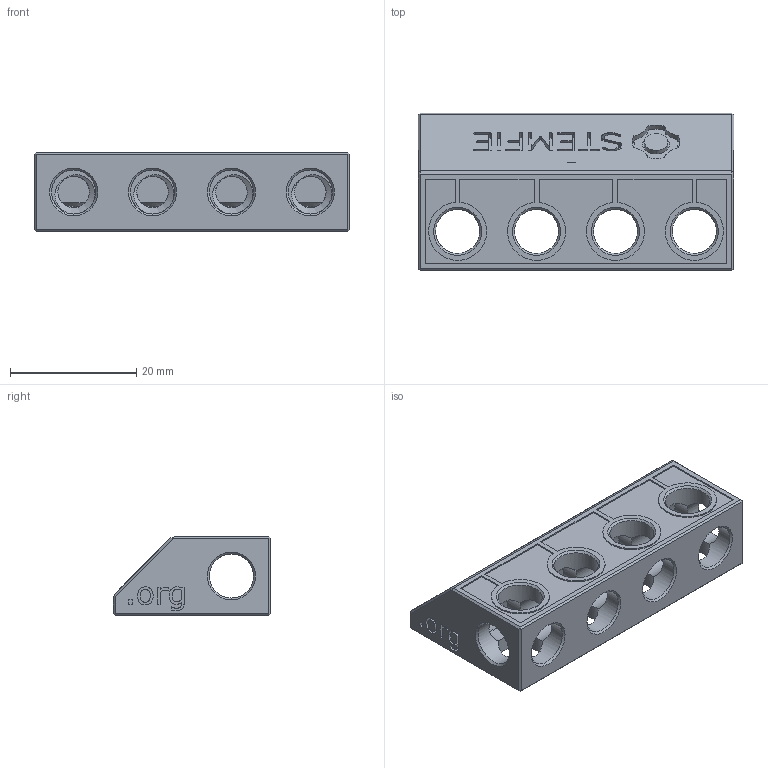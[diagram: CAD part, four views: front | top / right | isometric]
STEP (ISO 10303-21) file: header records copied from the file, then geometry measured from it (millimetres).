
FILE_DESCRIPTION(('FreeCAD Model'),'2;1');
FILE_NAME('Open CASCADE Shape Model','2023-11-11T23:50:25',(''),(''), 'Open CASCADE STEP processor 7.6','FreeCAD','Unknown');
FILE_SCHEMA(('AUTOMOTIVE_DESIGN { 1 0 10303 214 1 1 1 1 }'));
Products named in the file (1): Sign URL SLTD LAY BU04x02x01 - SPN-SGN-0029 (stemfie.org)
Bounding box: 50 x 25 x 12.5 mm (x, y, z)
Volume: 8348.8 mm3; surface area: 6761.8 mm2
Topology: 2 solids, 5 shells, 718 faces, 1996 edges, 1312 vertices
Faces by surface type: extrusion 302, plane 271, bspline 80, cylinder 51, cone 14
Full cylindrical faces by diameter (mm): 7 x21
Entity records: 94392 total; most frequent: CARTESIAN_POINT 58349, DIRECTION 5011, ORIENTED_EDGE 3992, PCURVE 3992, DEFINITIONAL_REPRESENTATION 3992, VECTOR 3972, LINE 3670, B_SPLINE_CURVE_WITH_KNOTS 2362
